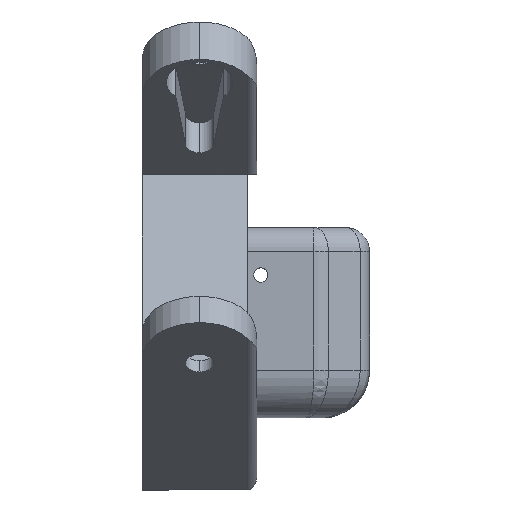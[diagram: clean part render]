
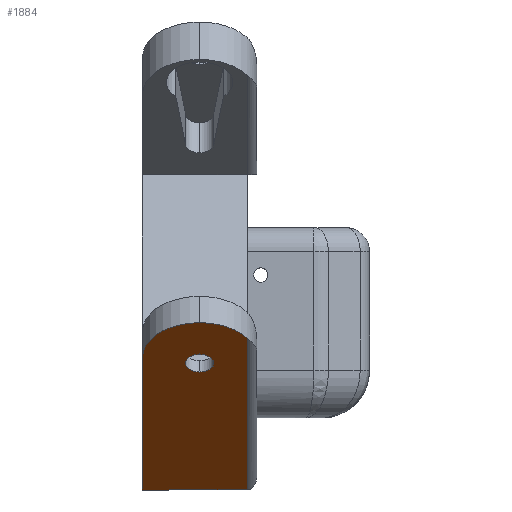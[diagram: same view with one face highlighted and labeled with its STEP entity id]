
A CAD part, top view. The second image highlights one B-rep face of the part: STEP entity #1884.
In plain terms, the highlighted planar face has unit normal (0, -0.789, 0.614).
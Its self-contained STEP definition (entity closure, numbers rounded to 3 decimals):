
#108 = ORIENTED_EDGE ( 'NONE', *, *, #849, .T. ) ;
#133 = VERTEX_POINT ( 'NONE', #1360 ) ;
#221 = ORIENTED_EDGE ( 'NONE', *, *, #475, .F. ) ;
#223 = VERTEX_POINT ( 'NONE', #2995 ) ;
#279 = DIRECTION ( 'NONE',  ( 0., -0.614, -0.789 ) ) ;
#346 = EDGE_CURVE ( 'NONE', #2235, #2430, #2155, .T. ) ;
#367 = CARTESIAN_POINT ( 'NONE',  ( -46.365, -389282.393, -500000. ) ) ;
#379 = ORIENTED_EDGE ( 'NONE', *, *, #1300, .T. ) ;
#387 = LINE ( 'NONE', #367, #2632 ) ;
#415 = DIRECTION ( 'NONE',  ( 0., 0.789, -0.614 ) ) ;
#458 = DIRECTION ( 'NONE',  ( 0., 0.614, 0.789 ) ) ;
#475 = EDGE_CURVE ( 'NONE', #2235, #3505, #387, .T. ) ;
#477 = AXIS2_PLACEMENT_3D ( 'NONE', #3044, #1203, #1446 ) ;
#541 = CIRCLE ( 'NONE', #477, 1.5 ) ;
#556 = CARTESIAN_POINT ( 'NONE',  ( -45.366, -7.656, 45.418 ) ) ;
#566 = EDGE_CURVE ( 'NONE', #133, #223, #2818, .T. ) ;
#587 = ORIENTED_EDGE ( 'NONE', *, *, #2505, .T. ) ;
#643 = VERTEX_POINT ( 'NONE', #2758 ) ;
#652 = CARTESIAN_POINT ( 'NONE',  ( -46.365, -7.656, 45.418 ) ) ;
#808 = CIRCLE ( 'NONE', #3292, 6. ) ;
#849 = EDGE_CURVE ( 'NONE', #1277, #3505, #3690, .T. ) ;
#885 = DIRECTION ( 'NONE',  ( 0., -0.614, -0.789 ) ) ;
#948 = DIRECTION ( 'NONE',  ( 0., -0.614, -0.789 ) ) ;
#1041 = ORIENTED_EDGE ( 'NONE', *, *, #346, .T. ) ;
#1065 = AXIS2_PLACEMENT_3D ( 'NONE', #3817, #415, #948 ) ;
#1203 = DIRECTION ( 'NONE',  ( 0., 0.789, -0.614 ) ) ;
#1225 = DIRECTION ( 'NONE',  ( 0., -0.614, -0.789 ) ) ;
#1263 = CARTESIAN_POINT ( 'NONE',  ( -46.365, 6.199, 63.216 ) ) ;
#1277 = VERTEX_POINT ( 'NONE', #1465 ) ;
#1300 = EDGE_CURVE ( 'NONE', #2430, #643, #3622, .T. ) ;
#1360 = CARTESIAN_POINT ( 'NONE',  ( -40.365, 6.556, 63.673 ) ) ;
#1446 = DIRECTION ( 'NONE',  ( 0., -0.614, -0.789 ) ) ;
#1465 = CARTESIAN_POINT ( 'NONE',  ( -40.365, 9.885, 67.95 ) ) ;
#1475 = FACE_BOUND ( 'NONE', #1778, .T. ) ;
#1562 = ORIENTED_EDGE ( 'NONE', *, *, #566, .T. ) ;
#1720 = VECTOR ( 'NONE', #1823, 1000. ) ;
#1778 = EDGE_LOOP ( 'NONE', ( #1562, #2690 ) ) ;
#1789 = DIRECTION ( 'NONE',  ( 0., -0.789, 0.614 ) ) ;
#1821 = CARTESIAN_POINT ( 'NONE',  ( -46.365, -389282.393, -500000. ) ) ;
#1823 = DIRECTION ( 'NONE',  ( 1., 0., 0. ) ) ;
#1832 = CARTESIAN_POINT ( 'NONE',  ( -40.365, 6.199, 63.216 ) ) ;
#1843 = VECTOR ( 'NONE', #458, 1000. ) ;
#1869 = PLANE ( 'NONE',  #2494 ) ;
#1884 = ADVANCED_FACE ( 'NONE', ( #1475, #3090 ), #1869, .T. ) ;
#1897 = EDGE_LOOP ( 'NONE', ( #1041, #379, #587, #108, #221 ) ) ;
#1934 = DIRECTION ( 'NONE',  ( 0., 0.614, 0.789 ) ) ;
#2074 = DIRECTION ( 'NONE',  ( 0., -0.789, 0.614 ) ) ;
#2106 = DIRECTION ( 'NONE',  ( 0., -0.789, 0.614 ) ) ;
#2155 = LINE ( 'NONE', #556, #1720 ) ;
#2235 = VERTEX_POINT ( 'NONE', #652 ) ;
#2401 = CARTESIAN_POINT ( 'NONE',  ( -40.365, 6.199, 63.216 ) ) ;
#2430 = VERTEX_POINT ( 'NONE', #3998 ) ;
#2494 = AXIS2_PLACEMENT_3D ( 'NONE', #1821, #1789, #1225 ) ;
#2505 = EDGE_CURVE ( 'NONE', #643, #1277, #808, .T. ) ;
#2632 = VECTOR ( 'NONE', #1934, 1000. ) ;
#2640 = AXIS2_PLACEMENT_3D ( 'NONE', #2401, #2074, #885 ) ;
#2690 = ORIENTED_EDGE ( 'NONE', *, *, #3729, .T. ) ;
#2758 = CARTESIAN_POINT ( 'NONE',  ( -35.365, 8.237, 65.833 ) ) ;
#2818 = CIRCLE ( 'NONE', #1065, 1.5 ) ;
#2995 = CARTESIAN_POINT ( 'NONE',  ( -40.365, 4.713, 61.306 ) ) ;
#3044 = CARTESIAN_POINT ( 'NONE',  ( -40.365, 5.634, 62.49 ) ) ;
#3090 = FACE_OUTER_BOUND ( 'NONE', #1897, .T. ) ;
#3292 = AXIS2_PLACEMENT_3D ( 'NONE', #1832, #2106, #279 ) ;
#3505 = VERTEX_POINT ( 'NONE', #1263 ) ;
#3622 = LINE ( 'NONE', #3975, #1843 ) ;
#3690 = CIRCLE ( 'NONE', #2640, 6. ) ;
#3729 = EDGE_CURVE ( 'NONE', #223, #133, #541, .T. ) ;
#3817 = CARTESIAN_POINT ( 'NONE',  ( -40.365, 5.634, 62.49 ) ) ;
#3975 = CARTESIAN_POINT ( 'NONE',  ( -35.365, -389282.393, -500000. ) ) ;
#3998 = CARTESIAN_POINT ( 'NONE',  ( -35.365, -7.656, 45.418 ) ) ;
